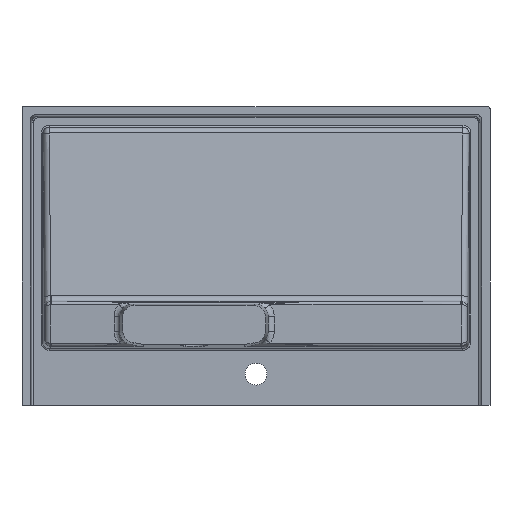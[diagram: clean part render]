
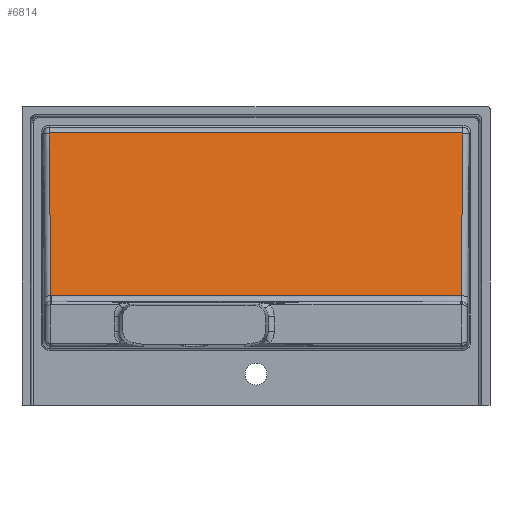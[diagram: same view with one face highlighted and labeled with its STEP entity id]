
A CAD part, front view. The second image highlights one B-rep face of the part: STEP entity #6814.
In plain terms, the highlighted planar face has unit normal (0, -0.994, 0.11).
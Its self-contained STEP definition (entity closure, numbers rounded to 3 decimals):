
#912 = CARTESIAN_POINT ( 'NONE',  ( -675.741, -33.164, 203.568 ) ) ;
#1282 = EDGE_CURVE ( 'NONE', #3509, #7062, #5282, .T. ) ;
#1500 = EDGE_CURVE ( 'NONE', #2204, #3509, #6186, .T. ) ;
#2136 = CARTESIAN_POINT ( 'NONE',  ( -331.489, -32.684, 207.903 ) ) ;
#2204 = VERTEX_POINT ( 'NONE', #6859 ) ;
#2330 = CARTESIAN_POINT ( 'NONE',  ( -329.689, -62.108, -57.855 ) ) ;
#2467 = VECTOR ( 'NONE', #9101, 1000. ) ;
#2470 = ORIENTED_EDGE ( 'NONE', *, *, #4689, .T. ) ;
#2502 = ORIENTED_EDGE ( 'NONE', *, *, #4042, .T. ) ;
#3030 = VECTOR ( 'NONE', #5048, 1000. ) ;
#3509 = VERTEX_POINT ( 'NONE', #4392 ) ;
#3708 = LINE ( 'NONE', #2136, #3030 ) ;
#4042 = EDGE_CURVE ( 'NONE', #5314, #9102, #8311, .T. ) ;
#4367 = LINE ( 'NONE', #8312, #7402 ) ;
#4392 = CARTESIAN_POINT ( 'NONE',  ( 331.46, -33.164, 203.568 ) ) ;
#4689 = EDGE_CURVE ( 'NONE', #9102, #2204, #4367, .T. ) ;
#4895 = CARTESIAN_POINT ( 'NONE',  ( -328.963, -62.108, -57.855 ) ) ;
#4896 = FACE_OUTER_BOUND ( 'NONE', #7587, .T. ) ;
#5036 = CARTESIAN_POINT ( 'NONE',  ( -329.326, -62.108, -57.855 ) ) ;
#5048 = DIRECTION ( 'NONE',  ( 0.007, -0.11, -0.994 ) ) ;
#5079 = CARTESIAN_POINT ( 'NONE',  ( -329.689, -62.108, -57.855 ) ) ;
#5282 = LINE ( 'NONE', #912, #6255 ) ;
#5314 = VERTEX_POINT ( 'NONE', #2330 ) ;
#5512 = CARTESIAN_POINT ( 'NONE',  ( -328.6, -62.108, -57.855 ) ) ;
#5761 = ORIENTED_EDGE ( 'NONE', *, *, #8660, .T. ) ;
#6077 = AXIS2_PLACEMENT_3D ( 'NONE', #9194, #6283, #7801 ) ;
#6186 = LINE ( 'NONE', #6362, #2467 ) ;
#6236 = PLANE ( 'NONE',  #6077 ) ;
#6255 = VECTOR ( 'NONE', #7277, 1000. ) ;
#6283 = DIRECTION ( 'NONE',  ( 0., -0.994, 0.11 ) ) ;
#6362 = CARTESIAN_POINT ( 'NONE',  ( 331.428, -33.685, 198.863 ) ) ;
#6814 = ADVANCED_FACE ( 'NONE', ( #4896 ), #6236, .T. ) ;
#6859 = CARTESIAN_POINT ( 'NONE',  ( 329.689, -62.108, -57.855 ) ) ;
#7062 = VERTEX_POINT ( 'NONE', #8268 ) ;
#7075 = ORIENTED_EDGE ( 'NONE', *, *, #1500, .T. ) ;
#7194 = ORIENTED_EDGE ( 'NONE', *, *, #1282, .T. ) ;
#7277 = DIRECTION ( 'NONE',  ( -1., 0., 0. ) ) ;
#7402 = VECTOR ( 'NONE', #8889, 1000. ) ;
#7587 = EDGE_LOOP ( 'NONE', ( #7194, #5761, #2502, #2470, #7075 ) ) ;
#7799 = CARTESIAN_POINT ( 'NONE',  ( -328.6, -62.108, -57.855 ) ) ;
#7801 = DIRECTION ( 'NONE',  ( 0., -0.11, -0.994 ) ) ;
#8268 = CARTESIAN_POINT ( 'NONE',  ( -331.46, -33.164, 203.568 ) ) ;
#8311 =( BOUNDED_CURVE ( )  B_SPLINE_CURVE ( 3, ( #5079, #5036, #4895, #7799 ),
 .UNSPECIFIED., .F., .T. ) 
 B_SPLINE_CURVE_WITH_KNOTS ( ( 4, 4 ),
 ( 4.581, 4.584 ),
 .UNSPECIFIED. ) 
 CURVE ( )  GEOMETRIC_REPRESENTATION_ITEM ( )  RATIONAL_B_SPLINE_CURVE ( ( 1., 1., 1., 1. ) ) 
 REPRESENTATION_ITEM ( '' )  );
#8312 = CARTESIAN_POINT ( 'NONE',  ( 339.041, -62.108, -57.855 ) ) ;
#8660 = EDGE_CURVE ( 'NONE', #7062, #5314, #3708, .T. ) ;
#8889 = DIRECTION ( 'NONE',  ( 1., 0., 0. ) ) ;
#9101 = DIRECTION ( 'NONE',  ( 0.007, 0.11, 0.994 ) ) ;
#9102 = VERTEX_POINT ( 'NONE', #5512 ) ;
#9194 = CARTESIAN_POINT ( 'NONE',  ( -675.741, -32.939, 205.6 ) ) ;
